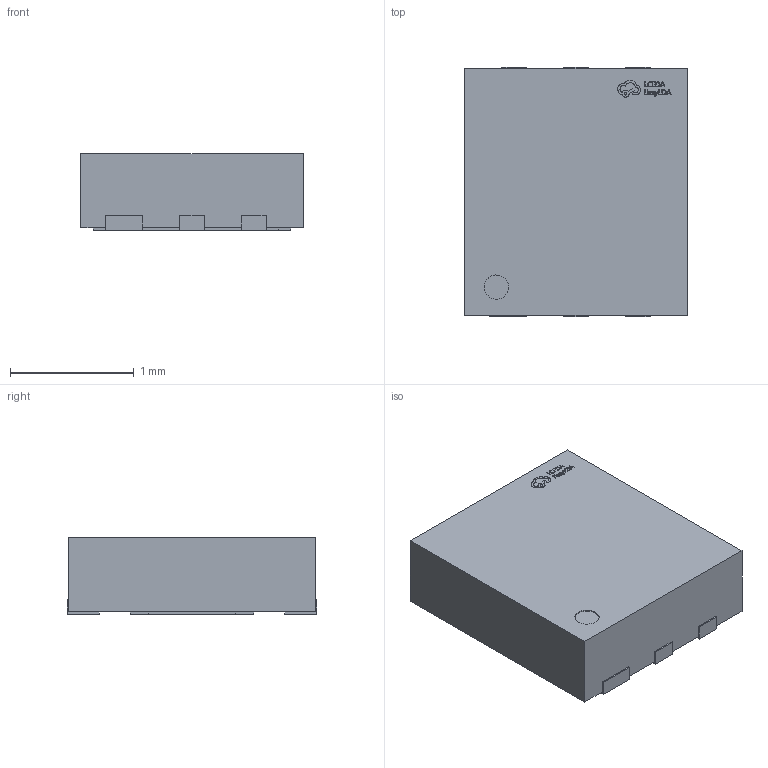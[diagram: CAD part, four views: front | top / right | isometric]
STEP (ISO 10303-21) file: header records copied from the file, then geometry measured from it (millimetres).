
FILE_DESCRIPTION(('FreeCAD Model'),'2;1');
FILE_NAME('Open CASCADE Shape Model','2023-09-14T15:25:23',(''),(''), 'Open CASCADE STEP processor 7.6','FreeCAD','Unknown');
FILE_SCHEMA(('AUTOMOTIVE_DESIGN { 1 0 10303 214 1 1 1 1 }'));
Length unit declared in the file: millimetre
Products named in the file (17): U1; USP-6C_L2.0-W1.8-P0.50-BL-EP; COMPOUND015; COMPOUND001; COMPOUND002; COMPOUND003; COMPOUND004; COMPOUND005; COMPOUND006; COMPOUND007; COMPOUND008; COMPOUND009; COMPOUND010; COMPOUND011; COMPOUND012; COMPOUND013; COMPOUND014
Assembly tree (16 placements, depth 4):
  U1
    USP-6C_L2.0-W1.8-P0.50-BL-EP
      COMPOUND015
        COMPOUND001
        COMPOUND002
        COMPOUND003
        COMPOUND004
        COMPOUND005
        COMPOUND006
        COMPOUND007
        COMPOUND008
        COMPOUND009
        COMPOUND010
        COMPOUND011
        COMPOUND012
        COMPOUND013
        COMPOUND014
Bounding box: 1.8 x 2.02 x 0.62 mm (x, y, z)
Volume: 2.2 mm3; surface area: 12.1 mm2
Topology: 14 solids, 14 shells, 347 faces, 930 edges, 620 vertices
Faces by surface type: plane 233, bspline 114
Entity records: 12908 total; most frequent: CARTESIAN_POINT 3856, ORIENTED_EDGE 1860, DIRECTION 1155, EDGE_CURVE 930, LINE 655, VECTOR 655, VERTEX_POINT 620, FACE_BOUND 368
